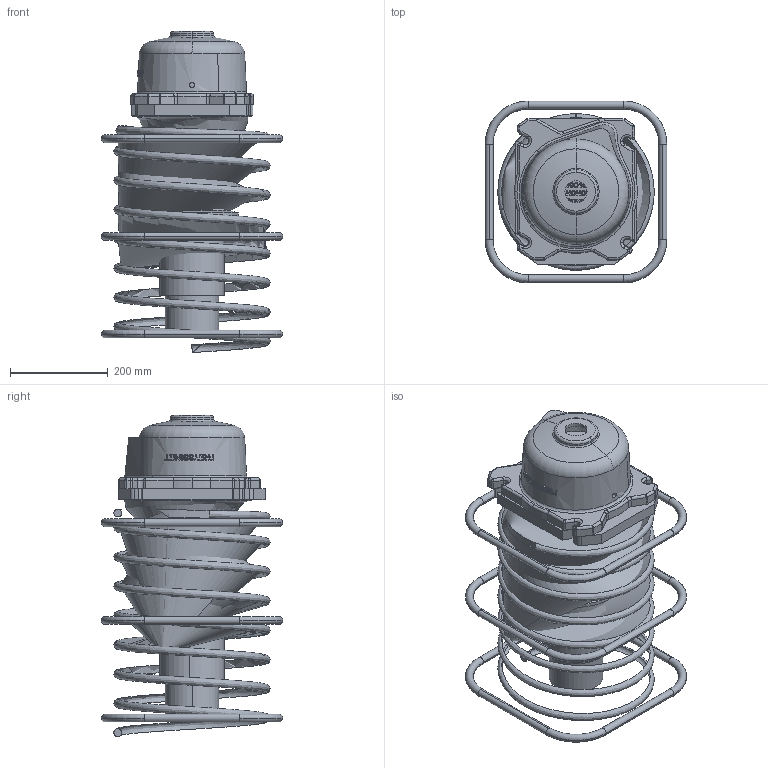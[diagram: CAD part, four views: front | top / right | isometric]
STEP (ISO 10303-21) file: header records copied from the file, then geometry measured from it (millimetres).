
FILE_DESCRIPTION (( 'STEP AP203' ), '1' );
FILE_NAME ('19c15 ANCHOR ASSEMBLY FOR CLIENTS - WITH CAP.STEP', '2018-02-23T04:48:16', ( '' ), ( '' ), 'SwSTEP 2.0', 'SolidWorks 2016', '' );
FILE_SCHEMA (( 'CONFIG_CONTROL_DESIGN' ));
Length unit declared in the file: millimetre
Products named in the file (1): 19c15 ANCHOR ASSEMBLY FOR CLIENTS - WITH CAP
Bounding box: 372 x 372 x 657.98 mm (x, y, z)
Volume: 14242489.2 mm3; surface area: 1335339.3 mm2
Topology: 6 solids, 7 shells, 1099 faces, 2951 edges, 1912 vertices
Faces by surface type: bspline 573, plane 288, cylinder 121, torus 70, cone 32, sphere 15
Entity records: 91138 total; most frequent: CARTESIAN_POINT 67869, ORIENTED_EDGE 5876, DIRECTION 2950, EDGE_CURVE 2938, VERTEX_POINT 1911, B_SPLINE_CURVE_WITH_KNOTS 1412, EDGE_LOOP 1169, LINE 1140
